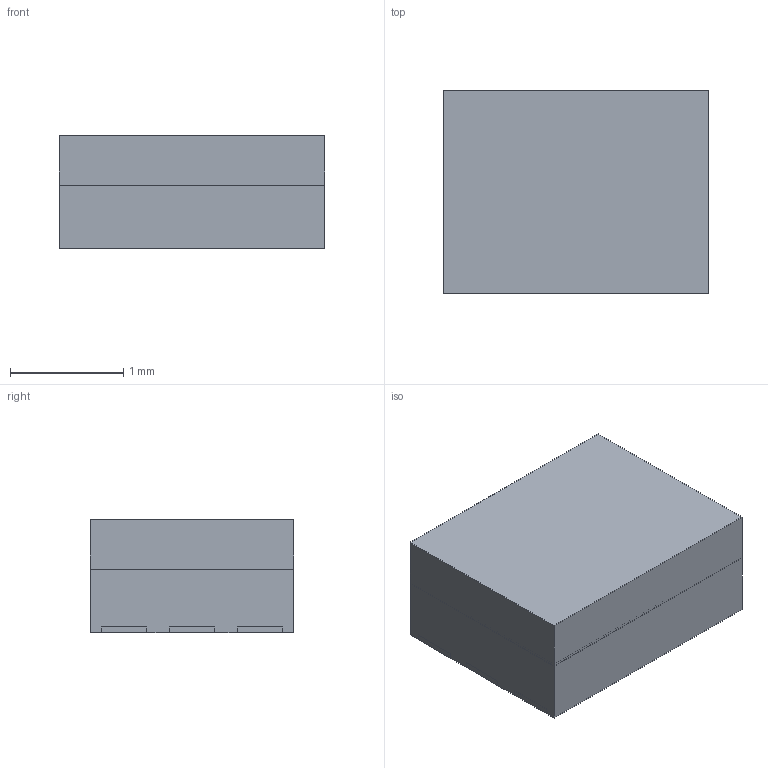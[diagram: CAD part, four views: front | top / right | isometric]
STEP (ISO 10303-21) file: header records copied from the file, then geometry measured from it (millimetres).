
FILE_DESCRIPTION(('FreeCAD Model'),'2;1');
FILE_NAME('VEML6070_v4_cp.step','2019-07-04T12:58:45',( 'kicad StepUp'),('ksu MCAD'),'Open CASCADE STEP processor 7.3', 'FreeCAD','Unknown');
FILE_SCHEMA(('AUTOMOTIVE_DESIGN { 1 0 10303 214 1 1 1 1 }'));
Length unit declared in the file: millimetre
Products named in the file (1): VEML6070_v4_cp
Bounding box: 2.35 x 1.8 x 1 mm (x, y, z)
Volume: 4.2 mm3; surface area: 32.5 mm2
Topology: 9 solids, 9 shells, 109 faces, 287 edges, 200 vertices
Faces by surface type: plane 109
Entity records: 4093 total; most frequent: CARTESIAN_POINT 597, ORIENTED_EDGE 574, DIRECTION 508, EDGE_CURVE 287, LINE 286, VECTOR 286, VERTEX_POINT 200, FACE_BOUND 113
